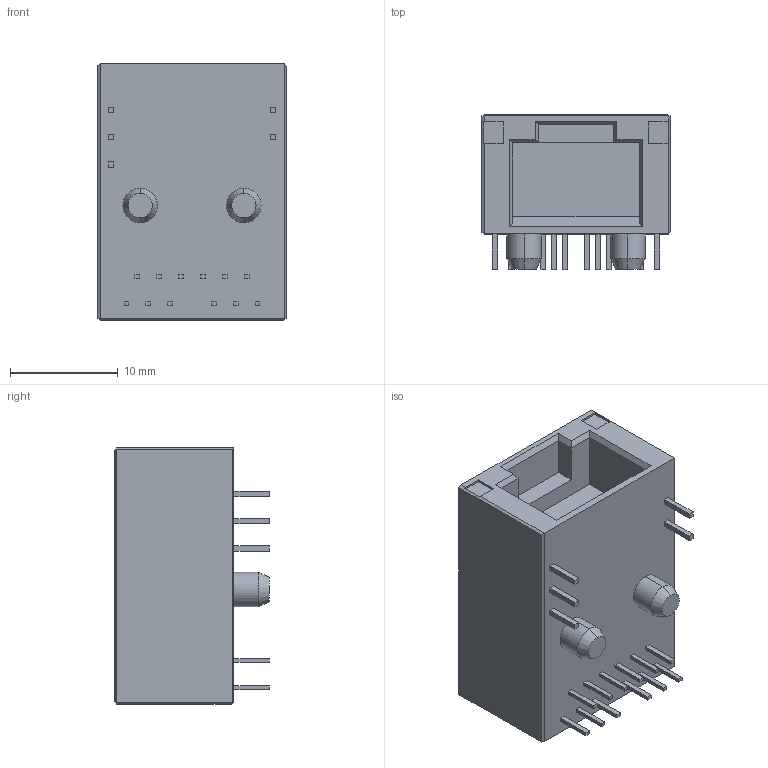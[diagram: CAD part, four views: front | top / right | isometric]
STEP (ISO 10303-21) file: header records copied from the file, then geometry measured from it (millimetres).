
FILE_DESCRIPTION (( 'STEP AP214' ), '1' );
FILE_NAME ('ude-26-21024ja13-1.STEP', '2012-06-29T03:12:08', ( '' ), ( '' ), 'SwSTEP 2.0', 'SolidWorks 2011', '' );
FILE_SCHEMA (( 'AUTOMOTIVE_DESIGN' ));
Length unit declared in the file: millimetre
Products named in the file (1): ude-26-21024ja13-1
Bounding box: 17.53 x 14.4 x 23.88 mm (x, y, z)
Volume: 4169.4 mm3; surface area: 2110.1 mm2
Topology: 1 solids, 1 shells, 145 faces, 336 edges, 214 vertices
Faces by surface type: plane 137, cone 4, cylinder 4
Entity records: 4036 total; most frequent: CARTESIAN_POINT 696, ORIENTED_EDGE 672, DIRECTION 640, EDGE_CURVE 336, LINE 324, VECTOR 324, VERTEX_POINT 214, EDGE_LOOP 166
